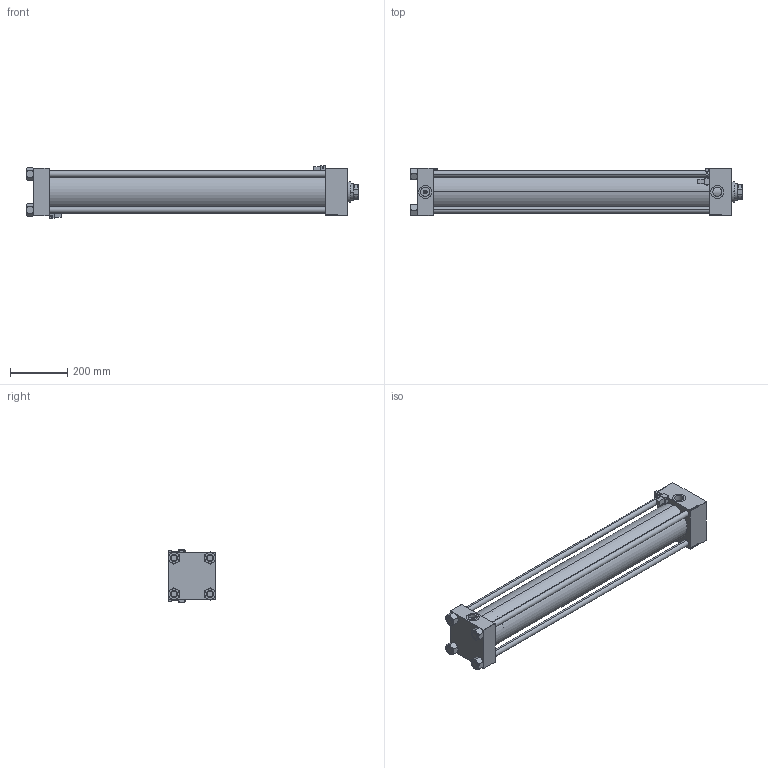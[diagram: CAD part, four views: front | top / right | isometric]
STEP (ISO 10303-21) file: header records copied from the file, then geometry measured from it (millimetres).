
FILE_DESCRIPTION (( 'STEP AP203' ), '1' );
FILE_NAME ('542b.STEP', '2023-08-23T04:15:08', ( '' ), ( '' ), 'SwSTEP 2.0', 'SolidWorks 2019', '' );
FILE_SCHEMA (( 'CONFIG_CONTROL_DESIGN' ));
Length unit declared in the file: millimetre
Products named in the file (7): 542b; NUT_M5_C ad5baa84e5350e4a1a0eecd6a27c1775; V215CR_VCP_C ad5baa84e5350e4a1a0eecd6a27c1775; V215CR_MSU ad5baa84e5350e4a1a0eecd6a27c1775; V215_VC_A ad5baa84e5350e4a1a0eecd6a27c1775; V215CR_C_Body ad5baa84e5350e4a1a0eecd6a27c1775; V215CR_C_TYCINKA ad5baa84e5350e4a1a0eecd6a27c1775
Assembly tree (13 placements, depth 2):
  542b
    V215CR_C_Body ad5baa84e5350e4a1a0eecd6a27c1775
    V215CR_VCP_C ad5baa84e5350e4a1a0eecd6a27c1775
    NUT_M5_C ad5baa84e5350e4a1a0eecd6a27c1775  x4
    V215CR_C_TYCINKA ad5baa84e5350e4a1a0eecd6a27c1775  x4
    V215_VC_A ad5baa84e5350e4a1a0eecd6a27c1775
    V215CR_MSU ad5baa84e5350e4a1a0eecd6a27c1775  x2
Bounding box: 1158 x 165 x 183.5 mm (x, y, z)
Volume: 9103086.2 mm3; surface area: 1622336.6 mm2
Topology: 13 solids, 13 shells, 1350 faces, 3392 edges, 2169 vertices
Faces by surface type: plane 632, bspline 392, cylinder 146, cone 136, sphere 24, torus 20
Entity records: 52968 total; most frequent: CARTESIAN_POINT 27622, ORIENTED_EDGE 5666, DIRECTION 3769, EDGE_CURVE 2833, VERTEX_POINT 1851, VECTOR 1713, LINE 1713, EDGE_LOOP 1250
